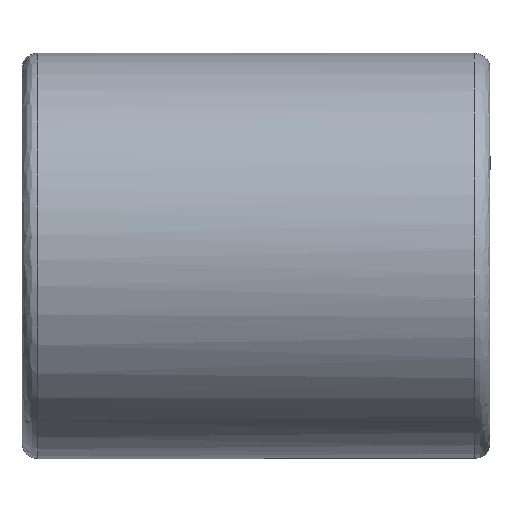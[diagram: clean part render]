
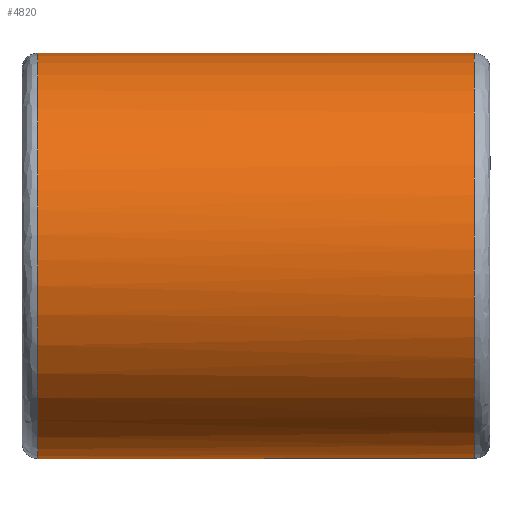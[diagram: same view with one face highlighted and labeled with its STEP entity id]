
A CAD part, front view. The second image highlights one B-rep face of the part: STEP entity #4820.
In plain terms, the highlighted free-form (B-spline) face has degree [3, 1] with [7, 2] control points.
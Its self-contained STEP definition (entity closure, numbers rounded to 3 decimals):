
#10 = CARTESIAN_POINT ('', (58., 0., 26.));
#20 = VERTEX_POINT ('', #10);
#30 = CARTESIAN_POINT ('', (58., 26., 0.));
#40 = VERTEX_POINT ('', #30);
#50 = CARTESIAN_POINT ('', (58., 0., 26.));
#60 = CARTESIAN_POINT ('', (58., 17.333, 26.));
#70 = CARTESIAN_POINT ('', (58., 26., 13.));
#80 = CARTESIAN_POINT ('', (58., 26., 0.));
#90 = (
   BOUNDED_CURVE ()
   B_SPLINE_CURVE (3, (#50, #60, #70, #80), .UNSPECIFIED., .F., .U.)
   B_SPLINE_CURVE_WITH_KNOTS ((4, 4), (0., 1.), .UNSPECIFIED.)
   CURVE ()
   GEOMETRIC_REPRESENTATION_ITEM ()
   RATIONAL_B_SPLINE_CURVE ((0.5, 0.5, 0.667, 1.))
   REPRESENTATION_ITEM ('')
);
#100 = EDGE_CURVE ('', #20, #40, #90, .T.);
#1280 = CARTESIAN_POINT ('', (58., 26., 0.));
#1290 = CARTESIAN_POINT ('', (58., 26., -52.));
#1300 = CARTESIAN_POINT ('', (58., -26., -52.));
#1310 = CARTESIAN_POINT ('', (58., -26., 0.));
#1320 = CARTESIAN_POINT ('', (58., -26., 13.));
#1330 = CARTESIAN_POINT ('', (58., -17.333, 26.));
#1340 = CARTESIAN_POINT ('', (58., 0., 26.));
#1350 = (
   BOUNDED_CURVE ()
   B_SPLINE_CURVE (3, (#1280, #1290, #1300, #1310, #1320, #1330, #1340), .UNSPECIFIED., .F., .U.)
   B_SPLINE_CURVE_WITH_KNOTS ((4, 3, 4), (0., 0.667, 1.), .UNSPECIFIED.)
   CURVE ()
   GEOMETRIC_REPRESENTATION_ITEM ()
   RATIONAL_B_SPLINE_CURVE ((1., 0.333, 0.333, 1., 0.667, 0.5, 0.5))
   REPRESENTATION_ITEM ('')
);
#1360 = EDGE_CURVE ('', #40, #20, #1350, .T.);
#3920 = CARTESIAN_POINT ('', (2., 0., 26.));
#3930 = VERTEX_POINT ('', #3920);
#4010 = CARTESIAN_POINT ('', (2., 26., 0.));
#4020 = VERTEX_POINT ('', #4010);
#4030 = CARTESIAN_POINT ('', (2., 26., 0.));
#4040 = CARTESIAN_POINT ('', (2., 26., 13.));
#4050 = CARTESIAN_POINT ('', (2., 17.333, 26.));
#4060 = CARTESIAN_POINT ('', (2., 0., 26.));
#4070 = (
   BOUNDED_CURVE ()
   B_SPLINE_CURVE (3, (#4030, #4040, #4050, #4060), .UNSPECIFIED., .F., .U.)
   B_SPLINE_CURVE_WITH_KNOTS ((4, 4), (0., 1.), .UNSPECIFIED.)
   CURVE ()
   GEOMETRIC_REPRESENTATION_ITEM ()
   RATIONAL_B_SPLINE_CURVE ((1., 0.667, 0.5, 0.5))
   REPRESENTATION_ITEM ('')
);
#4080 = EDGE_CURVE ('', #4020, #3930, #4070, .T.);
#4100 = CARTESIAN_POINT ('', (2., 0., 26.));
#4110 = CARTESIAN_POINT ('', (2., -17.333, 26.));
#4120 = CARTESIAN_POINT ('', (2., -26., 13.));
#4130 = CARTESIAN_POINT ('', (2., -26., 0.));
#4140 = CARTESIAN_POINT ('', (2., -26., -52.));
#4150 = CARTESIAN_POINT ('', (2., 26., -52.));
#4160 = CARTESIAN_POINT ('', (2., 26., 0.));
#4170 = (
   BOUNDED_CURVE ()
   B_SPLINE_CURVE (3, (#4100, #4110, #4120, #4130, #4140, #4150, #4160), .UNSPECIFIED., .F., .U.)
   B_SPLINE_CURVE_WITH_KNOTS ((4, 3, 4), (0., 0.333, 1.), .UNSPECIFIED.)
   CURVE ()
   GEOMETRIC_REPRESENTATION_ITEM ()
   RATIONAL_B_SPLINE_CURVE ((0.5, 0.5, 0.667, 1., 0.333, 0.333, 1.))
   REPRESENTATION_ITEM ('')
);
#4180 = EDGE_CURVE ('', #3930, #4020, #4170, .T.);
#4550 = ORIENTED_EDGE ('', *, *, #100, .T.);
#4560 = CARTESIAN_POINT ('', (58., 26., 0.));
#4570 = CARTESIAN_POINT ('', (2., 26., 0.));
#4580 = B_SPLINE_CURVE_WITH_KNOTS ('', 1, (#4560, #4570), .UNSPECIFIED., .F., .U., (2, 2), (0., 1.), .UNSPECIFIED.);
#4590 = EDGE_CURVE ('', #40, #4020, #4580, .T.);
#4600 = ORIENTED_EDGE ('', *, *, #4590, .T.);
#4610 = ORIENTED_EDGE ('', *, *, #4080, .T.);
#4620 = ORIENTED_EDGE ('', *, *, #4180, .T.);
#4630 = ORIENTED_EDGE ('', *, *, #4590, .F.);
#4640 = ORIENTED_EDGE ('', *, *, #1360, .T.);
#4650 = EDGE_LOOP ('', (#4550, #4600, #4610, #4620, #4630, #4640));
#4660 = FACE_OUTER_BOUND ('', #4650, .T.);
#4670 = CARTESIAN_POINT ('', (-3.6, 26., 0.));
#4680 = CARTESIAN_POINT ('', (63.6, 26., 0.));
#4690 = CARTESIAN_POINT ('', (-3.6, 26., 52.));
#4700 = CARTESIAN_POINT ('', (63.6, 26., 52.));
#4710 = CARTESIAN_POINT ('', (-3.6, -26., 52.));
#4720 = CARTESIAN_POINT ('', (63.6, -26., 52.));
#4730 = CARTESIAN_POINT ('', (-3.6, -26., 0.));
#4740 = CARTESIAN_POINT ('', (63.6, -26., 0.));
#4750 = CARTESIAN_POINT ('', (-3.6, -26., -52.));
#4760 = CARTESIAN_POINT ('', (63.6, -26., -52.));
#4770 = CARTESIAN_POINT ('', (-3.6, 26., -52.));
#4780 = CARTESIAN_POINT ('', (63.6, 26., -52.));
#4790 = CARTESIAN_POINT ('', (-3.6, 26., 0.));
#4800 = CARTESIAN_POINT ('', (63.6, 26., 0.));
#4810 = (
   BOUNDED_SURFACE ()
   B_SPLINE_SURFACE (3, 1, ((#4670, #4680), (#4690, #4700), (#4710, #4720), (#4730, #4740), (#4750, #4760), (#4770, #4780), (#4790, #4800)), .UNSPECIFIED., .T., .F., .U.)
   B_SPLINE_SURFACE_WITH_KNOTS ((4, 3, 4), (2, 2), (0., 0.5, 1.), (0., 1.), .UNSPECIFIED.)
   SURFACE ()
   GEOMETRIC_REPRESENTATION_ITEM ()
   RATIONAL_B_SPLINE_SURFACE (((1., 1.), (0.333, 0.333), (0.333, 0.333), (1., 1.), (0.333, 0.333), (0.333, 0.333), (1., 1.)))
   REPRESENTATION_ITEM ('')
);
#4820 = ADVANCED_FACE ('', (#4660), #4810, .T.);
